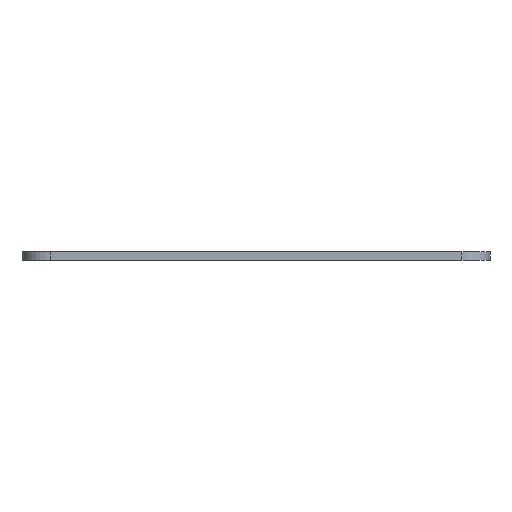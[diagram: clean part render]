
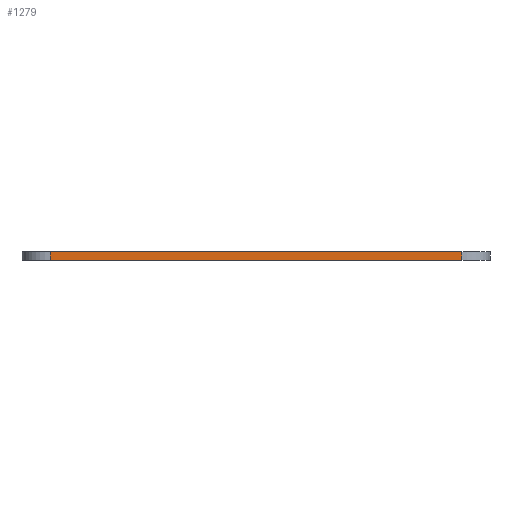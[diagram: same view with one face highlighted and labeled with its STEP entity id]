
A CAD part, left-side view. The second image highlights one B-rep face of the part: STEP entity #1279.
In plain terms, the highlighted planar face has unit normal (-1, 0, 0).
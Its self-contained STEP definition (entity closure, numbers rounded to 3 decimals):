
#36=PLANE('',#1392);
#71=FACE_OUTER_BOUND('',#147,.T.);
#147=EDGE_LOOP('',(#929,#930,#931,#932));
#221=LINE('',#1883,#349);
#223=LINE('',#1889,#351);
#255=LINE('',#2015,#383);
#256=LINE('',#2016,#384);
#349=VECTOR('',#1493,10.);
#351=VECTOR('',#1499,10.);
#383=VECTOR('',#1595,10.);
#384=VECTOR('',#1596,10.);
#542=VERTEX_POINT('',#1880);
#543=VERTEX_POINT('',#1882);
#545=VERTEX_POINT('',#1888);
#607=VERTEX_POINT('',#2014);
#670=EDGE_CURVE('',#542,#543,#221,.T.);
#673=EDGE_CURVE('',#543,#545,#223,.T.);
#736=EDGE_CURVE('',#607,#542,#255,.T.);
#737=EDGE_CURVE('',#545,#607,#256,.T.);
#929=ORIENTED_EDGE('',*,*,#670,.F.);
#930=ORIENTED_EDGE('',*,*,#736,.F.);
#931=ORIENTED_EDGE('',*,*,#737,.F.);
#932=ORIENTED_EDGE('',*,*,#673,.F.);
#1279=ADVANCED_FACE('',(#71),#36,.T.);
#1392=AXIS2_PLACEMENT_3D('',#2013,#1593,#1594);
#1493=DIRECTION('',(0.,0.,-1.));
#1499=DIRECTION('',(0.,1.,0.));
#1593=DIRECTION('center_axis',(-1.,0.,0.));
#1594=DIRECTION('ref_axis',(0.,-1.,0.));
#1595=DIRECTION('',(0.,-1.,0.));
#1596=DIRECTION('',(0.,0.,1.));
#1880=CARTESIAN_POINT('',(-10.249,-5.604,1.5));
#1882=CARTESIAN_POINT('',(-10.249,-5.604,0.));
#1883=CARTESIAN_POINT('',(-10.249,-5.604,0.));
#1888=CARTESIAN_POINT('',(-10.249,67.796,0.));
#1889=CARTESIAN_POINT('',(-10.249,-10.604,0.));
#2013=CARTESIAN_POINT('Origin',(-10.249,72.796,0.));
#2014=CARTESIAN_POINT('',(-10.249,67.796,1.5));
#2015=CARTESIAN_POINT('',(-10.249,-10.604,1.5));
#2016=CARTESIAN_POINT('',(-10.249,67.796,0.));
